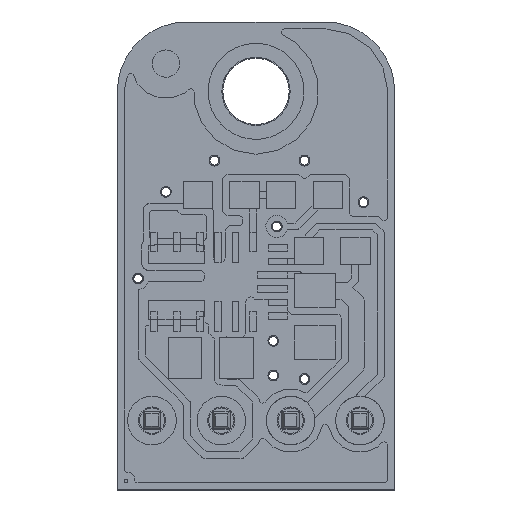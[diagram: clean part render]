
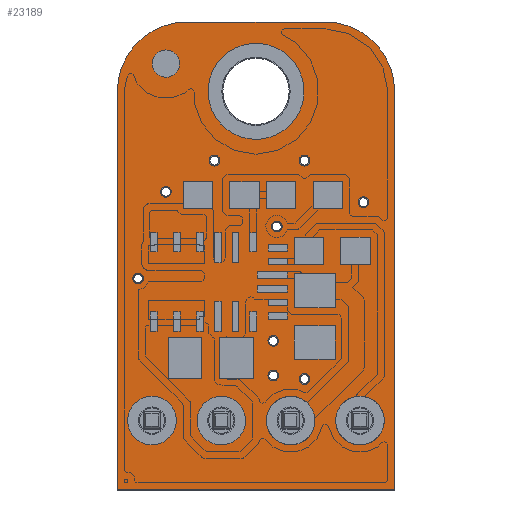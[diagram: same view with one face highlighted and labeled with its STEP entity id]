
A CAD part, top view. The second image highlights one B-rep face of the part: STEP entity #23189.
In plain terms, the highlighted planar face has unit normal (0, 0, 1).
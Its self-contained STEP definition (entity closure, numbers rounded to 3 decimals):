
#387=FACE_BOUND('',#4030,.T.);
#388=FACE_BOUND('',#4031,.T.);
#389=FACE_BOUND('',#4032,.T.);
#390=FACE_BOUND('',#4033,.T.);
#391=FACE_BOUND('',#4034,.T.);
#392=FACE_BOUND('',#4035,.T.);
#393=FACE_BOUND('',#4036,.T.);
#394=FACE_BOUND('',#4037,.T.);
#395=FACE_BOUND('',#4038,.T.);
#396=FACE_BOUND('',#4039,.T.);
#397=FACE_BOUND('',#4040,.T.);
#398=FACE_BOUND('',#4041,.T.);
#399=FACE_BOUND('',#4042,.T.);
#400=FACE_BOUND('',#4043,.T.);
#1457=PLANE('',#24889);
#2669=FACE_OUTER_BOUND('',#4029,.T.);
#4029=EDGE_LOOP('',(#21537,#21538,#21539,#21540,#21541,#21542));
#4030=EDGE_LOOP('',(#21543));
#4031=EDGE_LOOP('',(#21544));
#4032=EDGE_LOOP('',(#21545));
#4033=EDGE_LOOP('',(#21546));
#4034=EDGE_LOOP('',(#21547));
#4035=EDGE_LOOP('',(#21548));
#4036=EDGE_LOOP('',(#21549));
#4037=EDGE_LOOP('',(#21550));
#4038=EDGE_LOOP('',(#21551));
#4039=EDGE_LOOP('',(#21552));
#4040=EDGE_LOOP('',(#21553));
#4041=EDGE_LOOP('',(#21554));
#4042=EDGE_LOOP('',(#21555));
#4043=EDGE_LOOP('',(#21556));
#6866=LINE('',#37264,#9700);
#6870=LINE('',#37276,#9704);
#6873=LINE('',#37282,#9707);
#6876=LINE('',#37286,#9710);
#9700=VECTOR('',#30695,10.);
#9704=VECTOR('',#30707,10.);
#9707=VECTOR('',#30712,10.);
#9710=VECTOR('',#30717,10.);
#10100=CIRCLE('',#24839,1.25);
#10102=CIRCLE('',#24842,0.197);
#10104=CIRCLE('',#24845,0.197);
#10106=CIRCLE('',#24848,0.197);
#10108=CIRCLE('',#24851,0.5);
#10110=CIRCLE('',#24854,0.197);
#10112=CIRCLE('',#24857,0.5);
#10114=CIRCLE('',#24860,0.197);
#10116=CIRCLE('',#24863,0.5);
#10118=CIRCLE('',#24866,0.197);
#10120=CIRCLE('',#24869,0.197);
#10122=CIRCLE('',#24872,0.197);
#10124=CIRCLE('',#24875,0.5);
#10126=CIRCLE('',#24878,0.197);
#10128=CIRCLE('',#24881,2.54);
#10130=CIRCLE('',#24885,2.54);
#12160=VERTEX_POINT('',#37170);
#12162=VERTEX_POINT('',#37176);
#12164=VERTEX_POINT('',#37182);
#12166=VERTEX_POINT('',#37188);
#12168=VERTEX_POINT('',#37194);
#12170=VERTEX_POINT('',#37200);
#12172=VERTEX_POINT('',#37206);
#12174=VERTEX_POINT('',#37212);
#12176=VERTEX_POINT('',#37218);
#12178=VERTEX_POINT('',#37224);
#12180=VERTEX_POINT('',#37230);
#12182=VERTEX_POINT('',#37236);
#12184=VERTEX_POINT('',#37242);
#12186=VERTEX_POINT('',#37248);
#12189=VERTEX_POINT('',#37255);
#12190=VERTEX_POINT('',#37257);
#12192=VERTEX_POINT('',#37263);
#12194=VERTEX_POINT('',#37269);
#12196=VERTEX_POINT('',#37275);
#12198=VERTEX_POINT('',#37281);
#15279=EDGE_CURVE('',#12160,#12160,#10100,.T.);
#15282=EDGE_CURVE('',#12162,#12162,#10102,.T.);
#15285=EDGE_CURVE('',#12164,#12164,#10104,.T.);
#15288=EDGE_CURVE('',#12166,#12166,#10106,.T.);
#15291=EDGE_CURVE('',#12168,#12168,#10108,.T.);
#15294=EDGE_CURVE('',#12170,#12170,#10110,.T.);
#15297=EDGE_CURVE('',#12172,#12172,#10112,.T.);
#15300=EDGE_CURVE('',#12174,#12174,#10114,.T.);
#15303=EDGE_CURVE('',#12176,#12176,#10116,.T.);
#15306=EDGE_CURVE('',#12178,#12178,#10118,.T.);
#15309=EDGE_CURVE('',#12180,#12180,#10120,.T.);
#15312=EDGE_CURVE('',#12182,#12182,#10122,.T.);
#15315=EDGE_CURVE('',#12184,#12184,#10124,.T.);
#15318=EDGE_CURVE('',#12186,#12186,#10126,.T.);
#15321=EDGE_CURVE('',#12190,#12189,#10128,.T.);
#15324=EDGE_CURVE('',#12192,#12190,#6866,.T.);
#15327=EDGE_CURVE('',#12194,#12192,#10130,.T.);
#15330=EDGE_CURVE('',#12196,#12194,#6870,.T.);
#15333=EDGE_CURVE('',#12198,#12196,#6873,.T.);
#15336=EDGE_CURVE('',#12189,#12198,#6876,.T.);
#21537=ORIENTED_EDGE('',*,*,#15336,.T.);
#21538=ORIENTED_EDGE('',*,*,#15333,.T.);
#21539=ORIENTED_EDGE('',*,*,#15330,.T.);
#21540=ORIENTED_EDGE('',*,*,#15327,.T.);
#21541=ORIENTED_EDGE('',*,*,#15324,.T.);
#21542=ORIENTED_EDGE('',*,*,#15321,.T.);
#21543=ORIENTED_EDGE('',*,*,#15279,.T.);
#21544=ORIENTED_EDGE('',*,*,#15282,.T.);
#21545=ORIENTED_EDGE('',*,*,#15285,.T.);
#21546=ORIENTED_EDGE('',*,*,#15288,.T.);
#21547=ORIENTED_EDGE('',*,*,#15291,.T.);
#21548=ORIENTED_EDGE('',*,*,#15294,.T.);
#21549=ORIENTED_EDGE('',*,*,#15297,.T.);
#21550=ORIENTED_EDGE('',*,*,#15300,.T.);
#21551=ORIENTED_EDGE('',*,*,#15303,.T.);
#21552=ORIENTED_EDGE('',*,*,#15306,.T.);
#21553=ORIENTED_EDGE('',*,*,#15309,.T.);
#21554=ORIENTED_EDGE('',*,*,#15312,.T.);
#21555=ORIENTED_EDGE('',*,*,#15315,.T.);
#21556=ORIENTED_EDGE('',*,*,#15318,.T.);
#23189=ADVANCED_FACE('',(#2669,#387,#388,#389,#390,#391,#392,#393,#394,
#395,#396,#397,#398,#399,#400),#1457,.T.);
#24839=AXIS2_PLACEMENT_3D('',#37172,#30591,#30592);
#24842=AXIS2_PLACEMENT_3D('',#37178,#30598,#30599);
#24845=AXIS2_PLACEMENT_3D('',#37184,#30605,#30606);
#24848=AXIS2_PLACEMENT_3D('',#37190,#30612,#30613);
#24851=AXIS2_PLACEMENT_3D('',#37196,#30619,#30620);
#24854=AXIS2_PLACEMENT_3D('',#37202,#30626,#30627);
#24857=AXIS2_PLACEMENT_3D('',#37208,#30633,#30634);
#24860=AXIS2_PLACEMENT_3D('',#37214,#30640,#30641);
#24863=AXIS2_PLACEMENT_3D('',#37220,#30647,#30648);
#24866=AXIS2_PLACEMENT_3D('',#37226,#30654,#30655);
#24869=AXIS2_PLACEMENT_3D('',#37232,#30661,#30662);
#24872=AXIS2_PLACEMENT_3D('',#37238,#30668,#30669);
#24875=AXIS2_PLACEMENT_3D('',#37244,#30675,#30676);
#24878=AXIS2_PLACEMENT_3D('',#37250,#30682,#30683);
#24881=AXIS2_PLACEMENT_3D('',#37258,#30689,#30690);
#24885=AXIS2_PLACEMENT_3D('',#37270,#30701,#30702);
#24889=AXIS2_PLACEMENT_3D('',#37287,#30718,#30719);
#30591=DIRECTION('center_axis',(0.,0.,-1.));
#30592=DIRECTION('ref_axis',(1.,0.,0.));
#30598=DIRECTION('center_axis',(0.,0.,-1.));
#30599=DIRECTION('ref_axis',(1.,0.,0.));
#30605=DIRECTION('center_axis',(0.,0.,-1.));
#30606=DIRECTION('ref_axis',(1.,0.,0.));
#30612=DIRECTION('center_axis',(0.,0.,-1.));
#30613=DIRECTION('ref_axis',(1.,0.,0.));
#30619=DIRECTION('center_axis',(0.,0.,-1.));
#30620=DIRECTION('ref_axis',(1.,0.,0.));
#30626=DIRECTION('center_axis',(0.,0.,-1.));
#30627=DIRECTION('ref_axis',(1.,0.,0.));
#30633=DIRECTION('center_axis',(0.,0.,-1.));
#30634=DIRECTION('ref_axis',(1.,0.,0.));
#30640=DIRECTION('center_axis',(0.,0.,-1.));
#30641=DIRECTION('ref_axis',(1.,0.,0.));
#30647=DIRECTION('center_axis',(0.,0.,-1.));
#30648=DIRECTION('ref_axis',(1.,0.,0.));
#30654=DIRECTION('center_axis',(0.,0.,-1.));
#30655=DIRECTION('ref_axis',(1.,0.,0.));
#30661=DIRECTION('center_axis',(0.,0.,-1.));
#30662=DIRECTION('ref_axis',(1.,0.,0.));
#30668=DIRECTION('center_axis',(0.,0.,-1.));
#30669=DIRECTION('ref_axis',(1.,0.,0.));
#30675=DIRECTION('center_axis',(0.,0.,-1.));
#30676=DIRECTION('ref_axis',(1.,0.,0.));
#30682=DIRECTION('center_axis',(0.,0.,-1.));
#30683=DIRECTION('ref_axis',(1.,0.,0.));
#30689=DIRECTION('center_axis',(0.,0.,1.));
#30690=DIRECTION('ref_axis',(0.,1.,0.));
#30695=DIRECTION('',(-1.,0.,0.));
#30701=DIRECTION('center_axis',(0.,0.,1.));
#30702=DIRECTION('ref_axis',(1.,0.,0.));
#30707=DIRECTION('',(0.,1.,0.));
#30712=DIRECTION('',(1.,0.,0.));
#30717=DIRECTION('',(0.,-1.,0.));
#30718=DIRECTION('center_axis',(0.,0.,1.));
#30719=DIRECTION('ref_axis',(1.,0.,0.));
#37170=CARTESIAN_POINT('',(3.83,14.605,0.053));
#37172=CARTESIAN_POINT('Origin',(5.08,14.605,0.053));
#37176=CARTESIAN_POINT('',(3.359,12.065,0.053));
#37178=CARTESIAN_POINT('Origin',(3.556,12.065,0.053));
#37182=CARTESIAN_POINT('',(6.661,4.064,0.053));
#37184=CARTESIAN_POINT('Origin',(6.858,4.064,0.053));
#37188=CARTESIAN_POINT('',(1.581,10.922,0.053));
#37190=CARTESIAN_POINT('Origin',(1.778,10.922,0.053));
#37194=CARTESIAN_POINT('',(5.85,2.54,0.053));
#37196=CARTESIAN_POINT('Origin',(6.35,2.54,0.053));
#37200=CARTESIAN_POINT('',(5.518,4.191,0.053));
#37202=CARTESIAN_POINT('Origin',(5.715,4.191,0.053));
#37206=CARTESIAN_POINT('',(0.77,2.54,0.053));
#37208=CARTESIAN_POINT('Origin',(1.27,2.54,0.053));
#37212=CARTESIAN_POINT('',(5.518,5.461,0.053));
#37214=CARTESIAN_POINT('Origin',(5.715,5.461,0.053));
#37218=CARTESIAN_POINT('',(8.39,2.54,0.053));
#37220=CARTESIAN_POINT('Origin',(8.89,2.54,0.053));
#37224=CARTESIAN_POINT('',(5.645,9.652,0.053));
#37226=CARTESIAN_POINT('Origin',(5.842,9.652,0.053));
#37230=CARTESIAN_POINT('',(6.661,12.065,0.053));
#37232=CARTESIAN_POINT('Origin',(6.858,12.065,0.053));
#37236=CARTESIAN_POINT('',(0.565,7.747,0.053));
#37238=CARTESIAN_POINT('Origin',(0.762,7.747,0.053));
#37242=CARTESIAN_POINT('',(3.31,2.54,0.053));
#37244=CARTESIAN_POINT('Origin',(3.81,2.54,0.053));
#37248=CARTESIAN_POINT('',(8.82,10.541,0.053));
#37250=CARTESIAN_POINT('Origin',(9.017,10.541,0.053));
#37255=CARTESIAN_POINT('',(0.,14.605,0.053));
#37257=CARTESIAN_POINT('',(2.54,17.145,0.053));
#37258=CARTESIAN_POINT('Origin',(2.54,14.605,0.053));
#37263=CARTESIAN_POINT('',(7.62,17.145,0.053));
#37264=CARTESIAN_POINT('',(7.62,17.145,0.053));
#37269=CARTESIAN_POINT('',(10.16,14.605,0.053));
#37270=CARTESIAN_POINT('Origin',(7.62,14.605,0.053));
#37275=CARTESIAN_POINT('',(10.16,0.,0.053));
#37276=CARTESIAN_POINT('',(10.16,0.,0.053));
#37281=CARTESIAN_POINT('',(0.,0.,0.053));
#37282=CARTESIAN_POINT('',(0.,0.,0.053));
#37286=CARTESIAN_POINT('',(0.,14.605,0.053));
#37287=CARTESIAN_POINT('Origin',(5.08,8.573,0.053));
